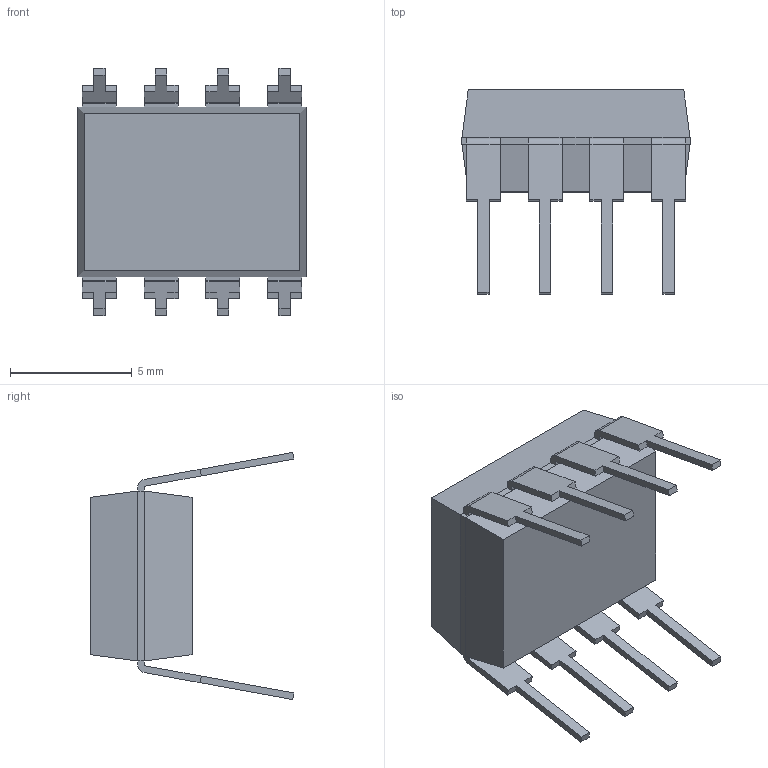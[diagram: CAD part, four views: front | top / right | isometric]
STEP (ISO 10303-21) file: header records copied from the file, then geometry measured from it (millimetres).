
FILE_DESCRIPTION (( 'STEP AP214' ), '1' );
FILE_NAME ('DS1302.STEP', '2020-07-05T08:20:34', ( '' ), ( '' ), 'SwSTEP 2.0', 'SolidWorks 2018', '' );
FILE_SCHEMA (( 'AUTOMOTIVE_DESIGN' ));
Length unit declared in the file: millimetre
Products named in the file (1): DS1302
Bounding box: 9.38 x 8.38 x 10.16 mm (x, y, z)
Volume: 270.9 mm3; surface area: 375 mm2
Topology: 9 solids, 9 shells, 126 faces, 316 edges, 208 vertices
Faces by surface type: plane 110, cylinder 16
Entity records: 3814 total; most frequent: CARTESIAN_POINT 651, ORIENTED_EDGE 632, DIRECTION 602, EDGE_CURVE 316, LINE 284, VECTOR 284, VERTEX_POINT 208, AXIS2_PLACEMENT_3D 159
